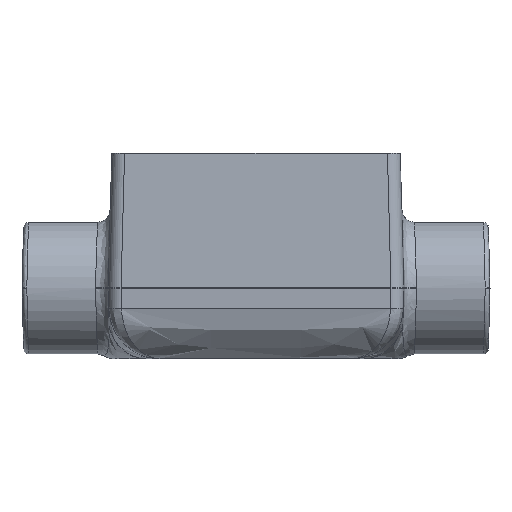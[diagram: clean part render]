
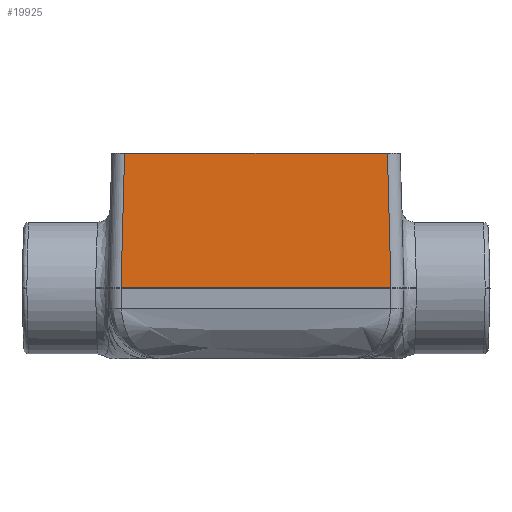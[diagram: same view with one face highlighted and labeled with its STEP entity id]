
A CAD part, left-side view. The second image highlights one B-rep face of the part: STEP entity #19925.
In plain terms, the highlighted planar face has unit normal (-1, 0, 0.026).
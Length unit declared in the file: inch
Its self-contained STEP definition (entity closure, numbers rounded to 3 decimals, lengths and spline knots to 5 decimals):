
#211=PLANE('',#21312);
#2127=FACE_OUTER_BOUND('',#3342,.T.);
#3342=EDGE_LOOP('',(#14955,#14956,#14957,#14958));
#4394=LINE('',#29815,#6251);
#4419=LINE('',#30194,#6276);
#4846=LINE('',#33098,#6703);
#4847=LINE('',#33099,#6704);
#6251=VECTOR('',#22541,0.3937);
#6276=VECTOR('',#22666,0.3937);
#6703=VECTOR('',#23509,0.3937);
#6704=VECTOR('',#23510,0.3937);
#8584=VERTEX_POINT('',#29812);
#8585=VERTEX_POINT('',#29814);
#8628=VERTEX_POINT('',#30188);
#8629=VERTEX_POINT('',#30192);
#10642=EDGE_CURVE('',#8585,#8584,#4394,.T.);
#10712=EDGE_CURVE('',#8629,#8628,#4419,.T.);
#11482=EDGE_CURVE('',#8585,#8629,#4846,.T.);
#11483=EDGE_CURVE('',#8628,#8584,#4847,.T.);
#14955=ORIENTED_EDGE('',*,*,#10712,.F.);
#14956=ORIENTED_EDGE('',*,*,#11482,.F.);
#14957=ORIENTED_EDGE('',*,*,#10642,.T.);
#14958=ORIENTED_EDGE('',*,*,#11483,.F.);
#19925=ADVANCED_FACE('',(#2127),#211,.T.);
#21312=AXIS2_PLACEMENT_3D('',#33097,#23507,#23508);
#22541=DIRECTION('',(0.,1.,0.));
#22666=DIRECTION('',(0.,1.,0.));
#23507=DIRECTION('center_axis',(-1.,0.,0.026));
#23508=DIRECTION('ref_axis',(0.,1.,0.));
#23509=DIRECTION('',(-0.026,-0.026,-0.999));
#23510=DIRECTION('',(0.026,-0.026,0.999));
#29812=CARTESIAN_POINT('',(-2.28125,1.28129,1.3125));
#29814=CARTESIAN_POINT('',(-2.28125,-1.28129,1.3125));
#29815=CARTESIAN_POINT('',(-2.28125,-1.40625,1.3125));
#30188=CARTESIAN_POINT('',(-2.3156,1.31564,0.00082));
#30192=CARTESIAN_POINT('',(-2.3156,-1.31564,0.00082));
#30194=CARTESIAN_POINT('',(-2.3156,1.42343,0.00082));
#33097=CARTESIAN_POINT('Origin',(-2.28125,1.40625,1.3125));
#33098=CARTESIAN_POINT('',(-2.28037,-1.28042,1.34601));
#33099=CARTESIAN_POINT('',(-2.27977,1.27982,1.36889));
